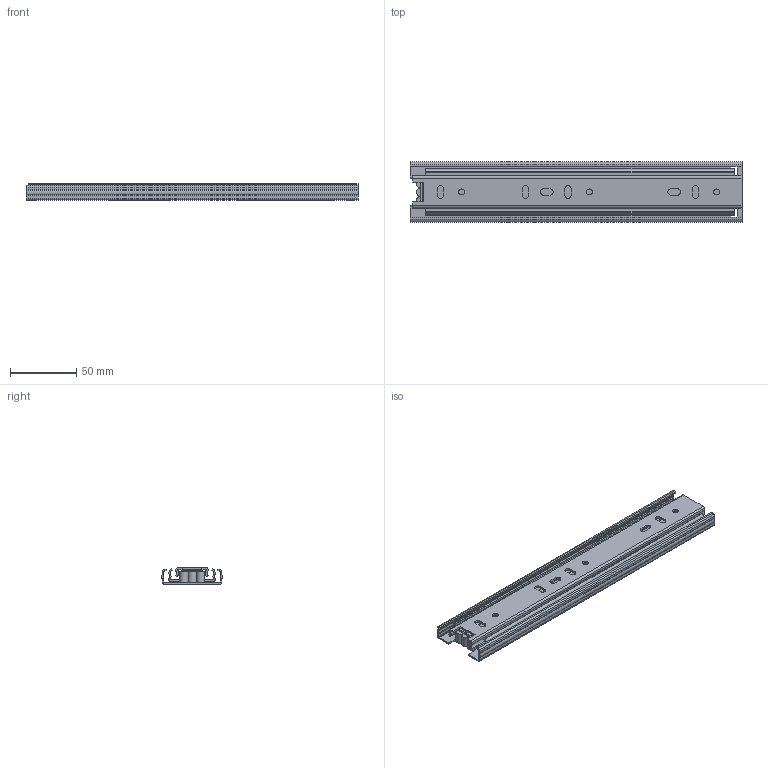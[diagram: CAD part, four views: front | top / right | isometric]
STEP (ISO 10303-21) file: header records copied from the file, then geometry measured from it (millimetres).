
FILE_DESCRIPTION (( 'STEP AP214' ), '1' );
FILE_NAME ('F000798-CLOSED_3D.step', '2022-06-06T12:50:33', ( '' ), ( '' ), 'SwSTEP 2.0', 'SolidWorks 2020', '' );
FILE_SCHEMA (( 'AUTOMOTIVE_DESIGN' ));
Length unit declared in the file: millimetre
Products named in the file (5): NB55-VNEJSI-250; NB55-VNITRNI-250; NB55-STREDNI-250; Doraz; F000798-CLOSED_3D
Assembly tree (4 placements, depth 2):
  F000798-CLOSED_3D
    NB55-VNEJSI-250
    NB55-VNITRNI-250
    NB55-STREDNI-250
    Doraz
Bounding box: 250 x 45.7 x 12.7 mm (x, y, z)
Volume: 47422.5 mm3; surface area: 77710 mm2
Topology: 4 solids, 4 shells, 248 faces, 720 edges, 480 vertices
Faces by surface type: plane 118, cylinder 66, bspline 64
Entity records: 8810 total; most frequent: CARTESIAN_POINT 2287, ORIENTED_EDGE 1440, DIRECTION 1106, EDGE_CURVE 720, VERTEX_POINT 480, VECTOR 460, LINE 460, AXIS2_PLACEMENT_3D 323
